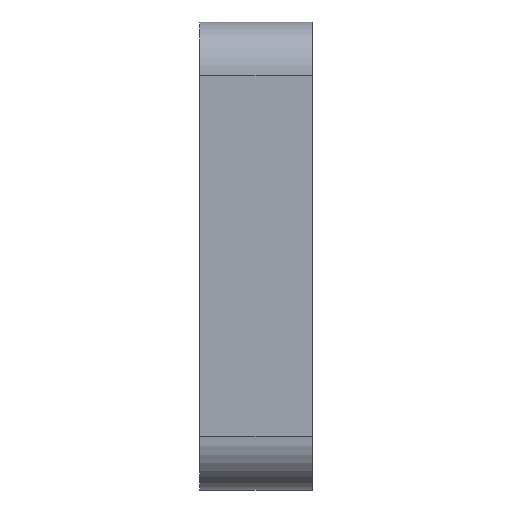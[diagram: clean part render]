
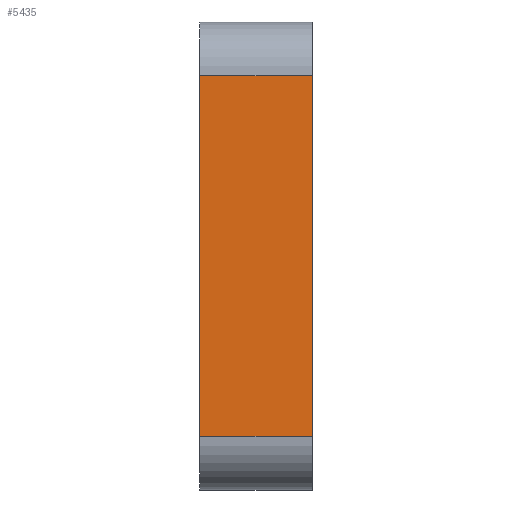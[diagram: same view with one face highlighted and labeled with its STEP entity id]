
A CAD part, left-side view. The second image highlights one B-rep face of the part: STEP entity #5435.
In plain terms, the highlighted planar face has unit normal (-1, 0, 0).
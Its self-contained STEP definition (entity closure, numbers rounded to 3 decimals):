
#121 = DIRECTION ( 'NONE',  ( 0., -1., 0. ) ) ;
#274 = VECTOR ( 'NONE', #9029, 1000. ) ;
#475 = EDGE_CURVE ( 'NONE', #5532, #3444, #932, .T. ) ;
#584 = LINE ( 'NONE', #8119, #8726 ) ;
#932 = LINE ( 'NONE', #2617, #274 ) ;
#1259 = DIRECTION ( 'NONE',  ( 0., 0., 1. ) ) ;
#1493 = ORIENTED_EDGE ( 'NONE', *, *, #475, .F. ) ;
#1734 = CARTESIAN_POINT ( 'NONE',  ( -13.162, -1893.981, 52.421 ) ) ;
#2021 = DIRECTION ( 'NONE',  ( 0., -1., 0. ) ) ;
#2037 = VECTOR ( 'NONE', #2021, 1000. ) ;
#2095 = EDGE_CURVE ( 'NONE', #6096, #5532, #6139, .T. ) ;
#2200 = ORIENTED_EDGE ( 'NONE', *, *, #2695, .F. ) ;
#2378 = VERTEX_POINT ( 'NONE', #3643 ) ;
#2617 = CARTESIAN_POINT ( 'NONE',  ( -13.162, -1893.981, 148.583 ) ) ;
#2695 = EDGE_CURVE ( 'NONE', #2378, #6096, #584, .T. ) ;
#2749 = AXIS2_PLACEMENT_3D ( 'NONE', #6182, #8298, #1259 ) ;
#2989 = LINE ( 'NONE', #4327, #6536 ) ;
#3444 = VERTEX_POINT ( 'NONE', #1734 ) ;
#3643 = CARTESIAN_POINT ( 'NONE',  ( -13.162, -1863.981, 52.421 ) ) ;
#3964 = PLANE ( 'NONE',  #2749 ) ;
#4327 = CARTESIAN_POINT ( 'NONE',  ( -13.162, -1888.981, 52.421 ) ) ;
#4352 = FACE_OUTER_BOUND ( 'NONE', #6104, .T. ) ;
#4667 = DIRECTION ( 'NONE',  ( 0., 0., 1. ) ) ;
#4814 = ORIENTED_EDGE ( 'NONE', *, *, #8648, .T. ) ;
#4885 = CARTESIAN_POINT ( 'NONE',  ( -13.162, -1893.981, 148.583 ) ) ;
#5435 = ADVANCED_FACE ( 'NONE', ( #4352 ), #3964, .T. ) ;
#5532 = VERTEX_POINT ( 'NONE', #4885 ) ;
#6096 = VERTEX_POINT ( 'NONE', #8094 ) ;
#6104 = EDGE_LOOP ( 'NONE', ( #1493, #9111, #2200, #4814 ) ) ;
#6139 = LINE ( 'NONE', #8417, #2037 ) ;
#6182 = CARTESIAN_POINT ( 'NONE',  ( -13.162, -1888.981, 148.583 ) ) ;
#6536 = VECTOR ( 'NONE', #121, 1000. ) ;
#8094 = CARTESIAN_POINT ( 'NONE',  ( -13.162, -1863.981, 148.583 ) ) ;
#8119 = CARTESIAN_POINT ( 'NONE',  ( -13.162, -1863.981, 0. ) ) ;
#8298 = DIRECTION ( 'NONE',  ( -1., 0., 0. ) ) ;
#8417 = CARTESIAN_POINT ( 'NONE',  ( -13.162, -1888.981, 148.583 ) ) ;
#8648 = EDGE_CURVE ( 'NONE', #2378, #3444, #2989, .T. ) ;
#8726 = VECTOR ( 'NONE', #4667, 1000. ) ;
#9029 = DIRECTION ( 'NONE',  ( 0., 0., -1. ) ) ;
#9111 = ORIENTED_EDGE ( 'NONE', *, *, #2095, .F. ) ;
